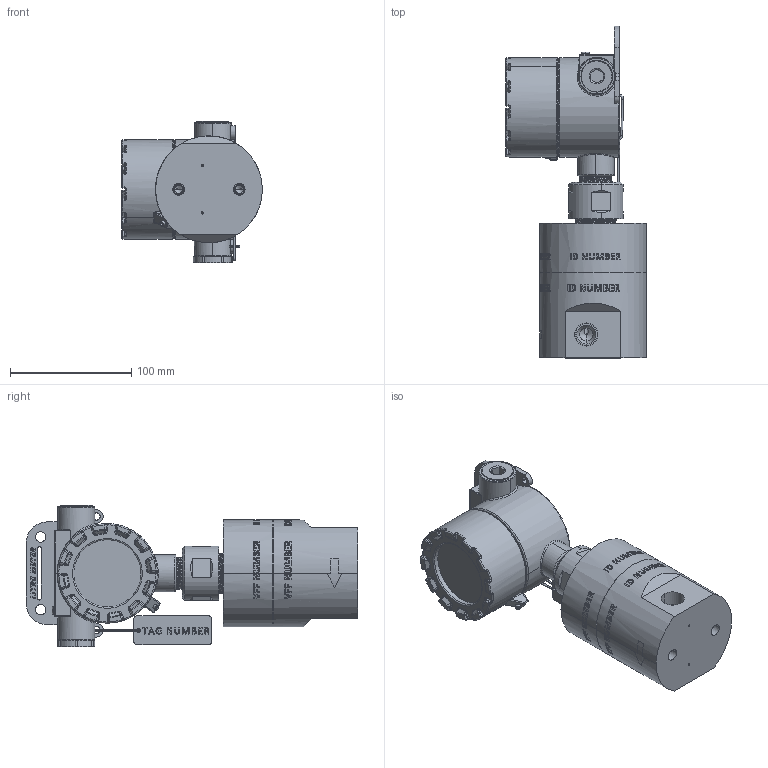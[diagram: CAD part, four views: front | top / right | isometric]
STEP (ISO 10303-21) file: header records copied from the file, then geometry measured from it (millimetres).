
FILE_DESCRIPTION (( 'STEP AP203' ), '1' );
FILE_NAME ('LF THREADED METER DIRECT FLOWPOD.STEP', '2015-04-01T14:29:27', ( 'User' ), ( '' ), 'SwSTEP 2.0', 'SolidWorks 2014', '' );
FILE_SCHEMA (( 'CONFIG_CONTROL_DESIGN' ));
Products named in the file (1): LF THREADED METER DIRECT FLOWPOD
Bounding box: 116 x 273.6 x 116.4 mm (x, y, z)
Volume: 841249.9 mm3; surface area: 256534.7 mm2
Topology: 25 solids, 25 shells, 1643 faces, 4523 edges, 2979 vertices
Faces by surface type: plane 528, cylinder 512, cone 255, torus 157, bspline 133, sphere 58
Entity records: 98422 total; most frequent: CARTESIAN_POINT 57972, ORIENTED_EDGE 8782, DIRECTION 7990, EDGE_CURVE 4391, AXIS2_PLACEMENT_3D 3116, VERTEX_POINT 2979, EDGE_LOOP 1884, LINE 1758
